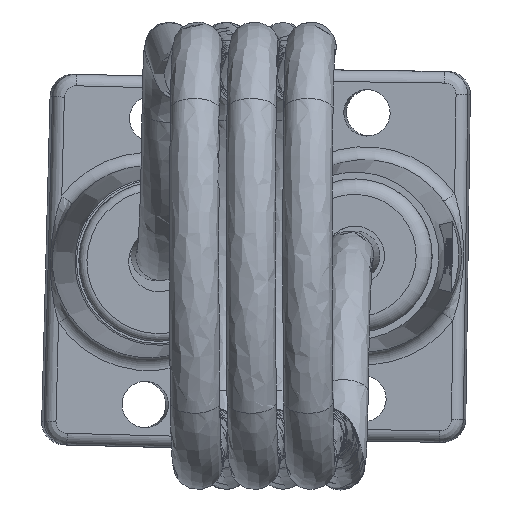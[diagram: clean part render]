
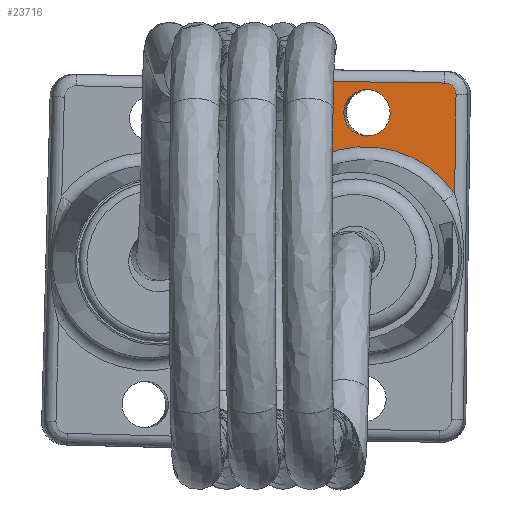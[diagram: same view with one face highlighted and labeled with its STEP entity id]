
A CAD part, front view. The second image highlights one B-rep face of the part: STEP entity #23716.
In plain terms, the highlighted face is planar.
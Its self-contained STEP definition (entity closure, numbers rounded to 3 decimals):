
#177=FACE_BOUND('',#3815,.T.);
#1047=PLANE('',#25050);
#1726=CIRCLE('',#25039,14.122);
#1735=CIRCLE('',#25051,1.5);
#1736=CIRCLE('',#25052,1.5);
#1737=CIRCLE('',#25053,3.);
#2516=FACE_OUTER_BOUND('',#3814,.T.);
#3814=EDGE_LOOP('',(#19515,#19516,#19517,#19518,#19519,#19520));
#3815=EDGE_LOOP('',(#19521));
#5808=LINE('',#46702,#8571);
#5811=LINE('',#46712,#8574);
#5812=LINE('',#46716,#8575);
#8571=VECTOR('',#28432,12.803);
#8574=VECTOR('',#28441,12.803);
#8575=VECTOR('',#28444,20.);
#11699=VERTEX_POINT('',#46544);
#11700=VERTEX_POINT('',#46546);
#11706=VERTEX_POINT('',#46701);
#11710=VERTEX_POINT('',#46711);
#11711=VERTEX_POINT('',#46713);
#11712=VERTEX_POINT('',#46715);
#11713=VERTEX_POINT('',#46718);
#14488=EDGE_CURVE('',#11699,#11700,#1726,.T.);
#14499=EDGE_CURVE('',#11700,#11706,#5808,.T.);
#14504=EDGE_CURVE('',#11710,#11699,#5811,.T.);
#14505=EDGE_CURVE('',#11711,#11710,#1735,.T.);
#14506=EDGE_CURVE('',#11712,#11711,#5812,.T.);
#14507=EDGE_CURVE('',#11706,#11712,#1736,.T.);
#14508=EDGE_CURVE('',#11713,#11713,#1737,.T.);
#19515=ORIENTED_EDGE('',*,*,#14488,.F.);
#19516=ORIENTED_EDGE('',*,*,#14504,.F.);
#19517=ORIENTED_EDGE('',*,*,#14505,.F.);
#19518=ORIENTED_EDGE('',*,*,#14506,.F.);
#19519=ORIENTED_EDGE('',*,*,#14507,.F.);
#19520=ORIENTED_EDGE('',*,*,#14499,.F.);
#19521=ORIENTED_EDGE('',*,*,#14508,.T.);
#23716=ADVANCED_FACE('',(#2516,#177),#1047,.T.);
#25039=AXIS2_PLACEMENT_3D('',#46547,#28414,#28415);
#25050=AXIS2_PLACEMENT_3D('',#46710,#28439,#28440);
#25051=AXIS2_PLACEMENT_3D('',#46714,#28442,#28443);
#25052=AXIS2_PLACEMENT_3D('',#46717,#28445,#28446);
#25053=AXIS2_PLACEMENT_3D('',#46719,#28447,#28448);
#28414=DIRECTION('center_axis',(0.,0.,1.));
#28415=DIRECTION('ref_axis',(-0.835,-0.551,0.));
#28432=DIRECTION('',(0.,1.,0.));
#28439=DIRECTION('center_axis',(0.,0.,1.));
#28440=DIRECTION('ref_axis',(1.,0.,0.));
#28441=DIRECTION('',(0.,-1.,0.));
#28442=DIRECTION('center_axis',(0.,0.,-1.));
#28443=DIRECTION('ref_axis',(0.707,0.707,0.));
#28444=DIRECTION('',(1.,0.,0.));
#28445=DIRECTION('center_axis',(0.,0.,-1.));
#28446=DIRECTION('ref_axis',(-0.707,0.707,0.));
#28447=DIRECTION('center_axis',(0.,0.,-1.));
#28448=DIRECTION('ref_axis',(1.,0.,0.));
#46544=CARTESIAN_POINT('',(-8.711,20.902,0.));
#46546=CARTESIAN_POINT('',(-31.711,20.902,0.));
#46547=CARTESIAN_POINT('Origin',(-20.211,12.705,0.));
#46701=CARTESIAN_POINT('',(-31.711,33.705,0.));
#46702=CARTESIAN_POINT('',(-31.711,23.205,0.));
#46710=CARTESIAN_POINT('Origin',(-20.211,12.705,0.));
#46711=CARTESIAN_POINT('',(-8.711,33.705,0.));
#46712=CARTESIAN_POINT('',(-8.711,2.205,0.));
#46713=CARTESIAN_POINT('',(-10.211,35.205,0.));
#46714=CARTESIAN_POINT('Origin',(-10.211,33.705,0.));
#46715=CARTESIAN_POINT('',(-30.211,35.205,0.));
#46716=CARTESIAN_POINT('',(-15.211,35.205,0.));
#46717=CARTESIAN_POINT('Origin',(-30.211,33.705,0.));
#46718=CARTESIAN_POINT('',(-17.211,31.205,0.));
#46719=CARTESIAN_POINT('Origin',(-20.211,31.205,0.));
